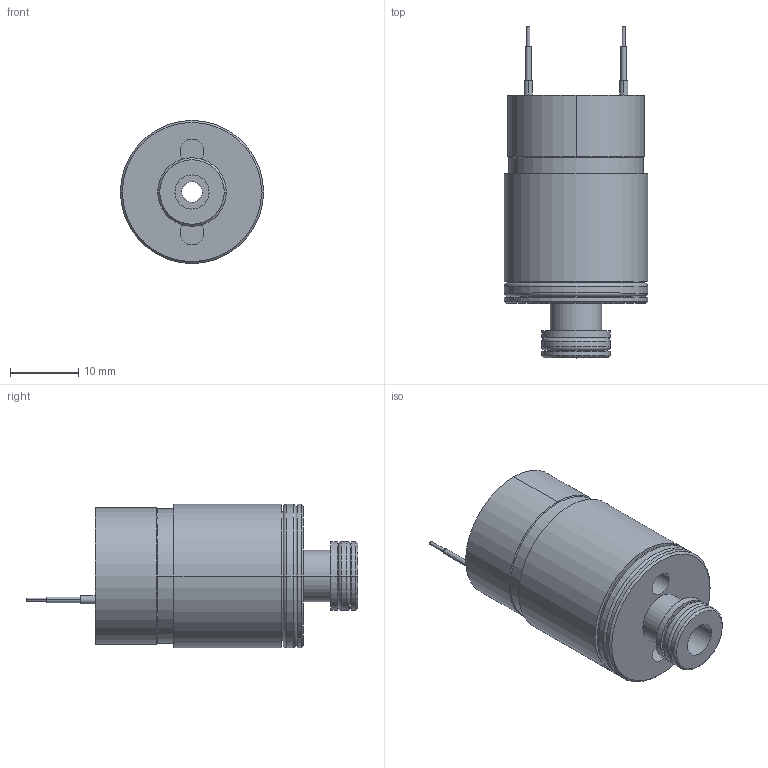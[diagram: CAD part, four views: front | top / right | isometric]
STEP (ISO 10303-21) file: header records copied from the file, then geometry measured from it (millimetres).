
FILE_DESCRIPTION (( 'STEP AP214' ), '1' );
FILE_NAME ('VA 304-1.STEP', '2016-02-01T10:58:09', ( '' ), ( '' ), 'SwSTEP 2.0', 'SolidWorks 2012', '' );
FILE_SCHEMA (( 'AUTOMOTIVE_DESIGN' ));
Length unit declared in the file: millimetre
Products named in the file (1): VA 304-1
Bounding box: 21 x 48.7 x 21 mm (x, y, z)
Volume: 10079.2 mm3; surface area: 3910.5 mm2
Topology: 1 solids, 1 shells, 111 faces, 237 edges, 151 vertices
Faces by surface type: cylinder 53, plane 26, torus 16, cone 13, bspline 3
Entity records: 5262 total; most frequent: CARTESIAN_POINT 1625, DIRECTION 564, ORIENTED_EDGE 474, AXIS2_PLACEMENT_3D 249, EDGE_CURVE 237, VERTEX_POINT 151, CIRCLE 140, EDGE_LOOP 136
